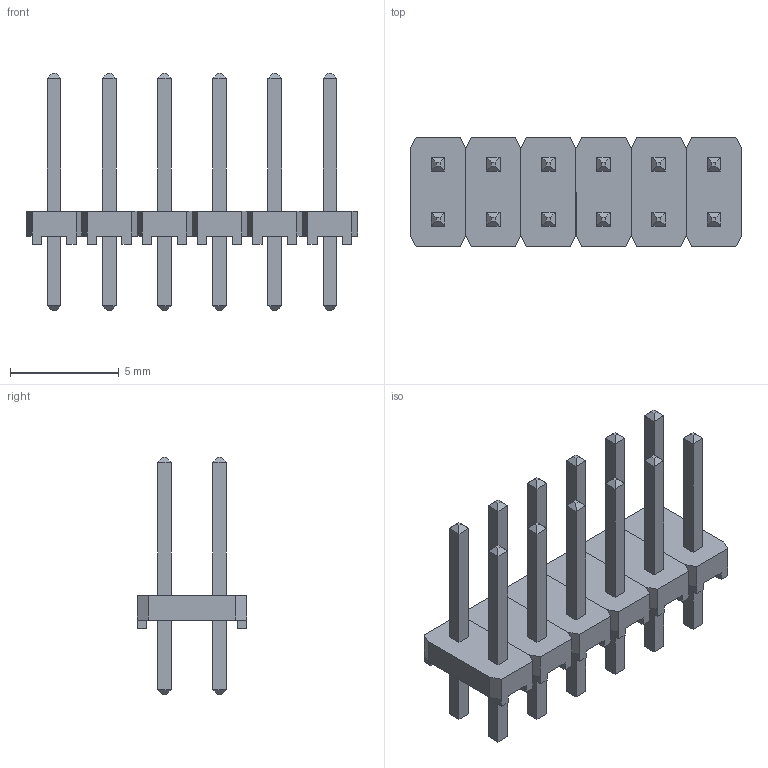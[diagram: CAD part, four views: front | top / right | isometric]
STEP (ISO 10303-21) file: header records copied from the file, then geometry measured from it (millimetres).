
FILE_DESCRIPTION((''),'2;1');
FILE_NAME('SAMTEC_MTLW-106-07-L-D-250.stp','2013-11-25T13:33:59',(''),(''),'Mechanical Desktop 2011','Mechanical Desktop 2011',', , ');
FILE_SCHEMA(('AUTOMOTIVE_DESIGN { 1 2 10303 214 1 1 1 1 }'));
Length unit declared in the file: millimetre
Products named in the file (1): Product
Bounding box: 15.24 x 5.03 x 10.92 mm (x, y, z)
Volume: 133.6 mm3; surface area: 571.7 mm2
Topology: 30 solids, 30 shells, 396 faces, 888 edges, 552 vertices
Faces by surface type: plane 246, bspline 150
Entity records: 10642 total; most frequent: CARTESIAN_POINT 2287, ORIENTED_EDGE 1776, DIRECTION 1382, VECTOR 888, LINE 888, EDGE_CURVE 888, VERTEX_POINT 552, EDGE_LOOP 396
